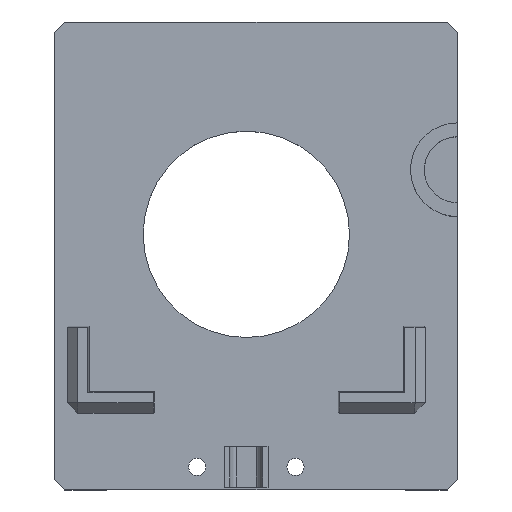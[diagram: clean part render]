
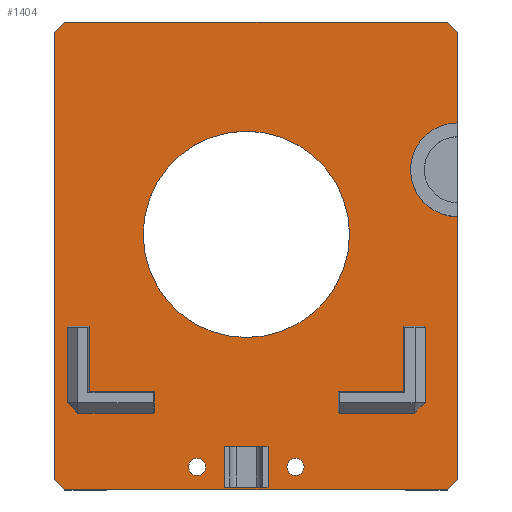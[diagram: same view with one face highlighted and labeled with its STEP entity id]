
A CAD part, top view. The second image highlights one B-rep face of the part: STEP entity #1404.
In plain terms, the highlighted planar face has unit normal (0, 0, 1).
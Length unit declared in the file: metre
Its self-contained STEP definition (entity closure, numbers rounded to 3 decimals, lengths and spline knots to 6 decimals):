
#16=PLANE('',#1502);
#83=LINE('',#1992,#265);
#91=LINE('',#2015,#273);
#96=LINE('',#2031,#278);
#97=LINE('',#2032,#279);
#98=LINE('',#2033,#280);
#99=LINE('',#2035,#281);
#100=LINE('',#2037,#282);
#101=LINE('',#2039,#283);
#102=LINE('',#2041,#284);
#103=LINE('',#2043,#285);
#104=LINE('',#2045,#286);
#105=LINE('',#2047,#287);
#106=LINE('',#2049,#288);
#107=LINE('',#2050,#289);
#108=LINE('',#2053,#290);
#109=LINE('',#2055,#291);
#110=LINE('',#2057,#292);
#111=LINE('',#2059,#293);
#112=LINE('',#2061,#294);
#113=LINE('',#2063,#295);
#114=LINE('',#2066,#296);
#115=LINE('',#2069,#297);
#116=LINE('',#2071,#298);
#117=LINE('',#2073,#299);
#118=LINE('',#2075,#300);
#119=LINE('',#2077,#301);
#120=LINE('',#2079,#302);
#265=VECTOR('',#1609,1.);
#273=VECTOR('',#1625,1.);
#278=VECTOR('',#1642,1.);
#279=VECTOR('',#1643,1.);
#280=VECTOR('',#1644,1.);
#281=VECTOR('',#1645,1.);
#282=VECTOR('',#1646,1.);
#283=VECTOR('',#1647,1.);
#284=VECTOR('',#1648,1.);
#285=VECTOR('',#1649,1.);
#286=VECTOR('',#1650,1.);
#287=VECTOR('',#1651,1.);
#288=VECTOR('',#1652,1.);
#289=VECTOR('',#1653,1.);
#290=VECTOR('',#1654,1.);
#291=VECTOR('',#1655,1.);
#292=VECTOR('',#1656,1.);
#293=VECTOR('',#1657,1.);
#294=VECTOR('',#1658,1.);
#295=VECTOR('',#1659,1.);
#296=VECTOR('',#1662,1.);
#297=VECTOR('',#1663,1.);
#298=VECTOR('',#1664,1.);
#299=VECTOR('',#1665,1.);
#300=VECTOR('',#1666,1.);
#301=VECTOR('',#1667,1.);
#302=VECTOR('',#1668,1.);
#471=ORIENTED_EDGE('',*,*,#877,.F.);
#472=ORIENTED_EDGE('',*,*,#878,.F.);
#473=ORIENTED_EDGE('',*,*,#879,.T.);
#474=ORIENTED_EDGE('',*,*,#871,.T.);
#475=ORIENTED_EDGE('',*,*,#880,.F.);
#476=ORIENTED_EDGE('',*,*,#860,.F.);
#477=ORIENTED_EDGE('',*,*,#881,.F.);
#478=ORIENTED_EDGE('',*,*,#882,.T.);
#479=ORIENTED_EDGE('',*,*,#883,.F.);
#480=ORIENTED_EDGE('',*,*,#884,.T.);
#481=ORIENTED_EDGE('',*,*,#885,.F.);
#482=ORIENTED_EDGE('',*,*,#886,.T.);
#483=ORIENTED_EDGE('',*,*,#887,.F.);
#484=ORIENTED_EDGE('',*,*,#888,.T.);
#485=ORIENTED_EDGE('',*,*,#889,.F.);
#486=ORIENTED_EDGE('',*,*,#855,.F.);
#487=ORIENTED_EDGE('',*,*,#890,.T.);
#488=ORIENTED_EDGE('',*,*,#891,.T.);
#489=ORIENTED_EDGE('',*,*,#892,.T.);
#490=ORIENTED_EDGE('',*,*,#893,.T.);
#491=ORIENTED_EDGE('',*,*,#894,.T.);
#492=ORIENTED_EDGE('',*,*,#895,.F.);
#493=ORIENTED_EDGE('',*,*,#896,.F.);
#494=ORIENTED_EDGE('',*,*,#897,.T.);
#495=ORIENTED_EDGE('',*,*,#898,.F.);
#496=ORIENTED_EDGE('',*,*,#899,.T.);
#497=ORIENTED_EDGE('',*,*,#900,.F.);
#498=ORIENTED_EDGE('',*,*,#901,.F.);
#499=ORIENTED_EDGE('',*,*,#902,.F.);
#500=ORIENTED_EDGE('',*,*,#903,.T.);
#501=ORIENTED_EDGE('',*,*,#904,.F.);
#855=EDGE_CURVE('',#1059,#1060,#1192,.T.);
#860=EDGE_CURVE('',#1064,#1065,#83,.T.);
#871=EDGE_CURVE('',#1076,#1075,#91,.T.);
#877=EDGE_CURVE('',#1079,#1079,#1198,.T.);
#878=EDGE_CURVE('',#1080,#1080,#1199,.T.);
#879=EDGE_CURVE('',#1064,#1076,#96,.T.);
#880=EDGE_CURVE('',#1065,#1075,#97,.T.);
#881=EDGE_CURVE('',#1081,#1059,#98,.F.);
#882=EDGE_CURVE('',#1081,#1082,#99,.T.);
#883=EDGE_CURVE('',#1083,#1082,#100,.T.);
#884=EDGE_CURVE('',#1083,#1084,#101,.F.);
#885=EDGE_CURVE('',#1085,#1084,#102,.T.);
#886=EDGE_CURVE('',#1085,#1086,#103,.T.);
#887=EDGE_CURVE('',#1087,#1086,#104,.F.);
#888=EDGE_CURVE('',#1087,#1088,#105,.F.);
#889=EDGE_CURVE('',#1060,#1088,#106,.F.);
#890=EDGE_CURVE('',#1089,#1090,#107,.T.);
#891=EDGE_CURVE('',#1090,#1091,#108,.T.);
#892=EDGE_CURVE('',#1091,#1092,#109,.F.);
#893=EDGE_CURVE('',#1092,#1093,#110,.T.);
#894=EDGE_CURVE('',#1093,#1094,#111,.T.);
#895=EDGE_CURVE('',#1095,#1094,#112,.T.);
#896=EDGE_CURVE('',#1089,#1095,#113,.T.);
#897=EDGE_CURVE('',#1096,#1096,#1200,.F.);
#898=EDGE_CURVE('',#1097,#1098,#114,.T.);
#899=EDGE_CURVE('',#1097,#1099,#115,.T.);
#900=EDGE_CURVE('',#1100,#1099,#116,.T.);
#901=EDGE_CURVE('',#1101,#1100,#117,.T.);
#902=EDGE_CURVE('',#1102,#1101,#118,.T.);
#903=EDGE_CURVE('',#1102,#1103,#119,.F.);
#904=EDGE_CURVE('',#1098,#1103,#120,.T.);
#1059=VERTEX_POINT('',#1980);
#1060=VERTEX_POINT('',#1982);
#1064=VERTEX_POINT('',#1991);
#1065=VERTEX_POINT('',#1993);
#1075=VERTEX_POINT('',#2014);
#1076=VERTEX_POINT('',#2016);
#1079=VERTEX_POINT('',#2028);
#1080=VERTEX_POINT('',#2030);
#1081=VERTEX_POINT('',#2034);
#1082=VERTEX_POINT('',#2036);
#1083=VERTEX_POINT('',#2038);
#1084=VERTEX_POINT('',#2040);
#1085=VERTEX_POINT('',#2042);
#1086=VERTEX_POINT('',#2044);
#1087=VERTEX_POINT('',#2046);
#1088=VERTEX_POINT('',#2048);
#1089=VERTEX_POINT('',#2051);
#1090=VERTEX_POINT('',#2052);
#1091=VERTEX_POINT('',#2054);
#1092=VERTEX_POINT('',#2056);
#1093=VERTEX_POINT('',#2058);
#1094=VERTEX_POINT('',#2060);
#1095=VERTEX_POINT('',#2062);
#1096=VERTEX_POINT('',#2065);
#1097=VERTEX_POINT('',#2067);
#1098=VERTEX_POINT('',#2068);
#1099=VERTEX_POINT('',#2070);
#1100=VERTEX_POINT('',#2072);
#1101=VERTEX_POINT('',#2074);
#1102=VERTEX_POINT('',#2076);
#1103=VERTEX_POINT('',#2078);
#1192=CIRCLE('',#1492,0.017295);
#1198=CIRCLE('',#1503,0.003175);
#1199=CIRCLE('',#1504,0.003175);
#1200=CIRCLE('',#1505,0.0381);
#1217=EDGE_LOOP('',(#471));
#1218=EDGE_LOOP('',(#472));
#1219=EDGE_LOOP('',(#473,#474,#475,#476));
#1220=EDGE_LOOP('',(#477,#478,#479,#480,#481,#482,#483,#484,#485,#486));
#1221=EDGE_LOOP('',(#487,#488,#489,#490,#491,#492,#493));
#1222=EDGE_LOOP('',(#494));
#1223=EDGE_LOOP('',(#495,#496,#497,#498,#499,#500,#501));
#1305=FACE_BOUND('',#1217,.T.);
#1306=FACE_BOUND('',#1218,.T.);
#1307=FACE_BOUND('',#1219,.T.);
#1308=FACE_BOUND('',#1220,.T.);
#1309=FACE_BOUND('',#1221,.T.);
#1310=FACE_BOUND('',#1222,.T.);
#1311=FACE_BOUND('',#1223,.T.);
#1404=ADVANCED_FACE('',(#1305,#1306,#1307,#1308,#1309,#1310,#1311),#16,
 .T.);
#1492=AXIS2_PLACEMENT_3D('',#1981,#1600,#1601);
#1502=AXIS2_PLACEMENT_3D('',#2026,#1636,#1637);
#1503=AXIS2_PLACEMENT_3D('',#2027,#1638,#1639);
#1504=AXIS2_PLACEMENT_3D('',#2029,#1640,#1641);
#1505=AXIS2_PLACEMENT_3D('',#2064,#1660,#1661);
#1600=DIRECTION('',(0.,0.,1.));
#1601=DIRECTION('',(1.,0.,0.));
#1609=DIRECTION('',(-1.,0.,0.));
#1625=DIRECTION('',(-1.,0.,0.));
#1636=DIRECTION('',(0.,0.,1.));
#1637=DIRECTION('',(1.,0.,0.));
#1638=DIRECTION('',(0.,0.,1.));
#1639=DIRECTION('',(1.,0.,0.));
#1640=DIRECTION('',(0.,0.,1.));
#1641=DIRECTION('',(1.,0.,0.));
#1642=DIRECTION('',(0.,-1.,0.));
#1643=DIRECTION('',(0.,-1.,0.));
#1644=DIRECTION('',(0.,1.,0.));
#1645=DIRECTION('',(-0.707,0.707,0.));
#1646=DIRECTION('',(1.,0.,0.));
#1647=DIRECTION('',(0.707,0.707,0.));
#1648=DIRECTION('',(0.,1.,0.));
#1649=DIRECTION('',(0.707,-0.707,0.));
#1650=DIRECTION('',(1.,0.,0.));
#1651=DIRECTION('',(-0.707,-0.707,0.));
#1652=DIRECTION('',(0.,1.,0.));
#1653=DIRECTION('',(1.,0.,0.));
#1654=DIRECTION('',(0.,-1.,0.));
#1655=DIRECTION('',(0.707,0.707,0.));
#1656=DIRECTION('',(-1.,0.,0.));
#1657=DIRECTION('',(0.,1.,0.));
#1658=DIRECTION('',(-1.,0.,0.));
#1659=DIRECTION('',(0.,-1.,0.));
#1660=DIRECTION('',(0.,0.,1.));
#1661=DIRECTION('',(1.,0.,0.));
#1662=DIRECTION('',(-1.,0.,0.));
#1663=DIRECTION('',(0.,-1.,0.));
#1664=DIRECTION('',(-1.,0.,0.));
#1665=DIRECTION('',(0.,1.,0.));
#1666=DIRECTION('',(1.,0.,0.));
#1667=DIRECTION('',(0.707,-0.707,0.));
#1668=DIRECTION('',(0.,-1.,0.));
#1980=CARTESIAN_POINT('',(0.077929,0.041099,0.));
#1981=CARTESIAN_POINT('',(0.077929,0.023804,0.));
#1982=CARTESIAN_POINT('',(0.077929,0.006509,0.));
#1991=CARTESIAN_POINT('',(0.008,-0.078394,0.));
#1992=CARTESIAN_POINT('',(0.,-0.078394,0.));
#1993=CARTESIAN_POINT('',(-0.008,-0.078394,0.));
#2014=CARTESIAN_POINT('',(-0.008,-0.093394,0.));
#2015=CARTESIAN_POINT('',(0.,-0.093394,0.));
#2016=CARTESIAN_POINT('',(0.008,-0.093394,0.));
#2026=CARTESIAN_POINT('',(0.003568,-0.007988,0.));
#2027=CARTESIAN_POINT('',(-0.01816,-0.085894,0.));
#2028=CARTESIAN_POINT('',(-0.014985,-0.085894,0.));
#2029=CARTESIAN_POINT('',(0.01816,-0.085894,0.));
#2030=CARTESIAN_POINT('',(0.021335,-0.085894,0.));
#2031=CARTESIAN_POINT('',(0.008,-0.085894,0.));
#2032=CARTESIAN_POINT('',(-0.008,-0.085894,0.));
#2033=CARTESIAN_POINT('',(0.077929,-0.007988,0.));
#2034=CARTESIAN_POINT('',(0.077929,0.074604,0.));
#2035=CARTESIAN_POINT('',(0.082044,0.070488,0.));
#2036=CARTESIAN_POINT('',(0.074119,0.078414,0.));
#2037=CARTESIAN_POINT('',(0.003568,0.078414,0.));
#2038=CARTESIAN_POINT('',(-0.066984,0.078414,0.));
#2039=CARTESIAN_POINT('',(-0.074909,0.070488,0.));
#2040=CARTESIAN_POINT('',(-0.070794,0.074604,0.));
#2041=CARTESIAN_POINT('',(-0.070794,-0.007988,0.));
#2042=CARTESIAN_POINT('',(-0.070794,-0.09058,0.));
#2043=CARTESIAN_POINT('',(-0.074909,-0.086465,0.));
#2044=CARTESIAN_POINT('',(-0.066984,-0.09439,0.));
#2045=CARTESIAN_POINT('',(0.003568,-0.09439,0.));
#2046=CARTESIAN_POINT('',(0.074119,-0.09439,0.));
#2047=CARTESIAN_POINT('',(0.082044,-0.086465,0.));
#2048=CARTESIAN_POINT('',(0.077929,-0.09058,0.));
#2049=CARTESIAN_POINT('',(0.077929,-0.007988,0.));
#2050=CARTESIAN_POINT('',(0.061904,-0.033964,0.));
#2051=CARTESIAN_POINT('',(0.058094,-0.033964,0.));
#2052=CARTESIAN_POINT('',(0.065714,-0.033964,0.));
#2053=CARTESIAN_POINT('',(0.065714,-0.049839,0.));
#2054=CARTESIAN_POINT('',(0.065714,-0.061901,0.));
#2055=CARTESIAN_POINT('',(0.065714,-0.061901,0.));
#2056=CARTESIAN_POINT('',(0.061903,-0.065714,0.));
#2057=CARTESIAN_POINT('',(0.049839,-0.065714,0.));
#2058=CARTESIAN_POINT('',(0.033964,-0.065714,0.));
#2059=CARTESIAN_POINT('',(0.033964,-0.061904,0.));
#2060=CARTESIAN_POINT('',(0.033964,-0.058094,0.));
#2061=CARTESIAN_POINT('',(0.046029,-0.058094,0.));
#2062=CARTESIAN_POINT('',(0.058094,-0.058094,0.));
#2063=CARTESIAN_POINT('',(0.058094,-0.046029,0.));
#2064=CARTESIAN_POINT('',(0.,0.,0.));
#2065=CARTESIAN_POINT('',(0.0381,0.,0.));
#2066=CARTESIAN_POINT('',(-0.061904,-0.033964,0.));
#2067=CARTESIAN_POINT('',(-0.058094,-0.033964,0.));
#2068=CARTESIAN_POINT('',(-0.065714,-0.033964,0.));
#2069=CARTESIAN_POINT('',(-0.058094,-0.046029,0.));
#2070=CARTESIAN_POINT('',(-0.058094,-0.058094,0.));
#2071=CARTESIAN_POINT('',(-0.046029,-0.058094,0.));
#2072=CARTESIAN_POINT('',(-0.033964,-0.058094,0.));
#2073=CARTESIAN_POINT('',(-0.033964,-0.061904,0.));
#2074=CARTESIAN_POINT('',(-0.033964,-0.065714,0.));
#2075=CARTESIAN_POINT('',(-0.049839,-0.065714,0.));
#2076=CARTESIAN_POINT('',(-0.061901,-0.065714,0.));
#2077=CARTESIAN_POINT('',(-0.061901,-0.065714,0.));
#2078=CARTESIAN_POINT('',(-0.065714,-0.061903,0.));
#2079=CARTESIAN_POINT('',(-0.065714,-0.049839,0.));
